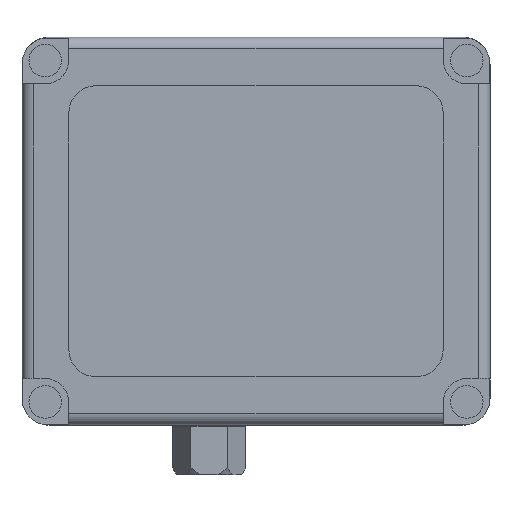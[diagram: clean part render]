
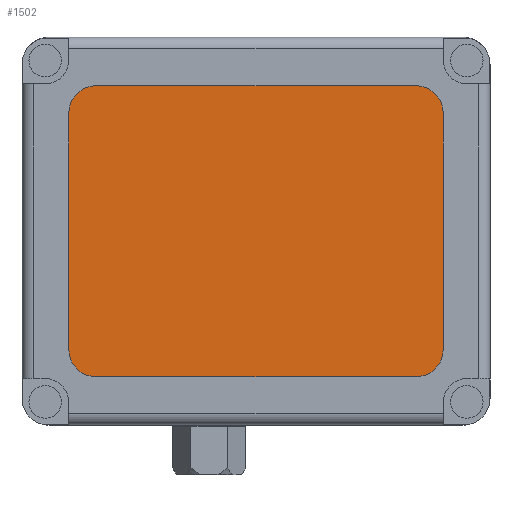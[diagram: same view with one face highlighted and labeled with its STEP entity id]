
A CAD part, front view. The second image highlights one B-rep face of the part: STEP entity #1502.
In plain terms, the highlighted planar face has unit normal (0, -1, 0).
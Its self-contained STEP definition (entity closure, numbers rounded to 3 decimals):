
#1427=CARTESIAN_POINT('POINT97',(-99.516,0.438,
   211.05));
#1428=VERTEX_POINT('VERTEX97',#1427);
#1429=CARTESIAN_POINT('POINT98',(-116.4,0.438,
   194.166));
#1430=VERTEX_POINT('VERTEX98',#1429);
#1431=CARTESIAN_POINT('POS145',(-99.516,0.438,
   194.166));
#1432=DIRECTION('DIR202',(0.,-1.,0.));
#1433=DIRECTION('DIR203',(-1.,0.,
   0.));
#1434=AXIS2_PLACEMENT_3D('AXIS58',#1431,#1432,#1433);
#1435=CIRCLE('ELLIPSE16',#1434,16.884);
#1436=EDGE_CURVE('EDGE138',#1428,#1430,#1435,.T.);
#1437=ORIENTED_EDGE('COEDGE241',*,*,#1436,.T.);
#1438=CARTESIAN_POINT('POINT99',(-116.4,0.438,
   47.034));
#1439=VERTEX_POINT('VERTEX99',#1438);
#1440=CARTESIAN_POINT('POS146',(-116.4,0.438,
   47.034));
#1441=DIRECTION('DIR204',(0.,0.,-1.));
#1442=VECTOR('VEC88',#1441,25.4);
#1443=LINE('STRAIGHT88',#1440,#1442);
#1444=EDGE_CURVE('EDGE139',#1430,#1439,#1443,.T.);
#1445=ORIENTED_EDGE('COEDGE242',*,*,#1444,.T.);
#1446=CARTESIAN_POINT('POINT100',(-99.516,0.438,
   30.15));
#1447=VERTEX_POINT('VERTEX100',#1446);
#1448=CARTESIAN_POINT('POS147',(-99.516,0.438,
   47.034));
#1449=DIRECTION('DIR205',(0.,-1.,0.));
#1450=DIRECTION('DIR206',(0.,0.,
   -1.));
#1451=AXIS2_PLACEMENT_3D('AXIS59',#1448,#1449,#1450);
#1452=CIRCLE('ELLIPSE17',#1451,16.884);
#1453=EDGE_CURVE('EDGE140',#1439,#1447,#1452,.T.);
#1454=ORIENTED_EDGE('COEDGE243',*,*,#1453,.T.);
#1455=CARTESIAN_POINT('POINT101',(99.516,0.438,
   30.15));
#1456=VERTEX_POINT('VERTEX101',#1455);
#1457=CARTESIAN_POINT('POS148',(99.516,0.438,
   30.15));
#1458=DIRECTION('DIR207',(1.,0.,0.));
#1459=VECTOR('VEC89',#1458,25.4);
#1460=LINE('STRAIGHT89',#1457,#1459);
#1461=EDGE_CURVE('EDGE141',#1447,#1456,#1460,.T.);
#1462=ORIENTED_EDGE('COEDGE244',*,*,#1461,.T.);
#1463=CARTESIAN_POINT('POINT102',(116.4,0.438,
   47.034));
#1464=VERTEX_POINT('VERTEX102',#1463);
#1465=CARTESIAN_POINT('POS149',(99.516,0.438,
   47.034));
#1466=DIRECTION('DIR208',(0.,-1.,0.));
#1467=DIRECTION('DIR209',(1.,0.,
   0.));
#1468=AXIS2_PLACEMENT_3D('AXIS60',#1465,#1466,#1467);
#1469=CIRCLE('ELLIPSE18',#1468,16.884);
#1470=EDGE_CURVE('EDGE142',#1456,#1464,#1469,.T.);
#1471=ORIENTED_EDGE('COEDGE245',*,*,#1470,.T.);
#1472=CARTESIAN_POINT('POINT103',(116.4,0.438,
   194.166));
#1473=VERTEX_POINT('VERTEX103',#1472);
#1474=CARTESIAN_POINT('POS150',(116.4,0.438,
   194.166));
#1475=DIRECTION('DIR210',(0.,0.,1.));
#1476=VECTOR('VEC90',#1475,25.4);
#1477=LINE('STRAIGHT90',#1474,#1476);
#1478=EDGE_CURVE('EDGE143',#1464,#1473,#1477,.T.);
#1479=ORIENTED_EDGE('COEDGE246',*,*,#1478,.T.);
#1480=CARTESIAN_POINT('POINT104',(99.516,0.438,
   211.05));
#1481=VERTEX_POINT('VERTEX104',#1480);
#1482=CARTESIAN_POINT('POS151',(99.516,0.438,
   194.166));
#1483=DIRECTION('DIR211',(0.,-1.,0.));
#1484=DIRECTION('DIR212',(0.,0.,
   1.));
#1485=AXIS2_PLACEMENT_3D('AXIS61',#1482,#1483,#1484);
#1486=CIRCLE('ELLIPSE19',#1485,16.884);
#1487=EDGE_CURVE('EDGE144',#1473,#1481,#1486,.T.);
#1488=ORIENTED_EDGE('COEDGE247',*,*,#1487,.T.);
#1489=CARTESIAN_POINT('POS152',(-99.516,0.438,
   211.05));
#1490=DIRECTION('DIR213',(-1.,0.,0.));
#1491=VECTOR('VEC91',#1490,25.4);
#1492=LINE('STRAIGHT91',#1489,#1491);
#1493=EDGE_CURVE('EDGE145',#1481,#1428,#1492,.T.);
#1494=ORIENTED_EDGE('COEDGE248',*,*,#1493,.T.);
#1495=EDGE_LOOP('NONE',(#1437,#1445,#1454,#1462,#1471,#1479,#1488,#1494)
   );
#1496=FACE_BOUND('LOOP1',#1495,.T.);
#1497=CARTESIAN_POINT('POS153',(0.,0.438,
   120.6));
#1498=DIRECTION('DIR214',(0.,-1.,0.));
#1499=DIRECTION('DIR215',(1.,0.,0.));
#1500=AXIS2_PLACEMENT_3D('AXIS62',#1497,#1498,#1499);
#1501=PLANE('PLANE36',#1500);
#1502=ADVANCED_FACE('FACE57',(#1496),#1501,.T.);
